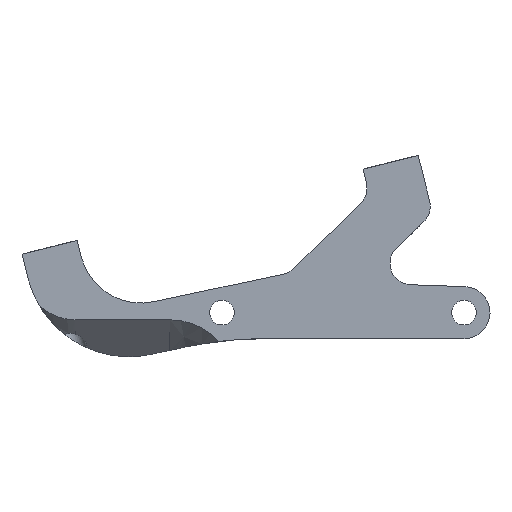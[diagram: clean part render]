
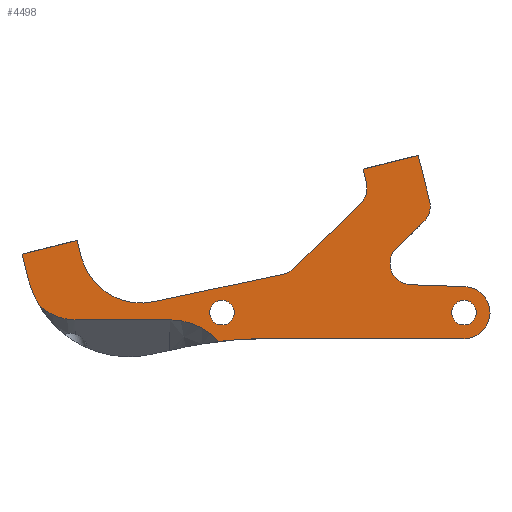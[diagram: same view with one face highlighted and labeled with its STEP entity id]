
A CAD part, left-side view. The second image highlights one B-rep face of the part: STEP entity #4498.
In plain terms, the highlighted planar face has unit normal (-1, 0, 0).
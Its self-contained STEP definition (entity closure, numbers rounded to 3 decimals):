
#1=CARTESIAN_POINT('',(-5.5,51.1,0.));
#2=DIRECTION('',(-1.,0.,0.));
#3=DIRECTION('',(0.,-1.,0.));
#4=AXIS2_PLACEMENT_3D('',#1,#2,#3);
#6=CARTESIAN_POINT('',(-5.5,51.1,0.));
#7=DIRECTION('',(-1.,0.,0.));
#8=DIRECTION('',(0.,1.,0.));
#9=AXIS2_PLACEMENT_3D('',#6,#7,#8);
#11=CARTESIAN_POINT('',(-5.5,0.,0.));
#12=DIRECTION('',(-1.,0.,0.));
#13=DIRECTION('',(0.,-1.,0.));
#14=AXIS2_PLACEMENT_3D('',#11,#12,#13);
#16=CARTESIAN_POINT('',(-5.5,0.,0.));
#17=DIRECTION('',(-1.,0.,0.));
#18=DIRECTION('',(0.,1.,0.));
#19=AXIS2_PLACEMENT_3D('',#16,#17,#18);
#21=CARTESIAN_POINT('',(-5.5,82.1,9.5));
#22=DIRECTION('',(-1.,0.,0.));
#23=DIRECTION('',(0.,0.684,-0.729));
#24=AXIS2_PLACEMENT_3D('',#21,#22,#23);
#26=CARTESIAN_POINT('',(-5.5,70.704,12.702));
#27=DIRECTION('',(1.,0.,0.));
#28=DIRECTION('',(0.,0.86,-0.51));
#29=AXIS2_PLACEMENT_3D('',#26,#27,#28);
#31=DIRECTION('',(0.,0.242,0.97));
#32=VECTOR('',#31,5.142);
#33=CARTESIAN_POINT('',(-5.5,92.051,7.379));
#34=LINE('',#33,#32);
#35=DIRECTION('',(0.,-0.97,0.242));
#36=VECTOR('',#35,12.);
#37=CARTESIAN_POINT('',(-5.5,93.295,12.369));
#38=LINE('',#37,#36);
#39=DIRECTION('',(0.,-0.242,-0.97));
#40=VECTOR('',#39,3.496);
#41=CARTESIAN_POINT('',(-5.5,81.651,15.272));
#42=LINE('',#41,#40);
#43=CARTESIAN_POINT('',(-5.5,68.192,15.025));
#44=DIRECTION('',(-1.,0.,0.));
#45=DIRECTION('',(0.,0.97,-0.242));
#46=AXIS2_PLACEMENT_3D('',#43,#44,#45);
#48=DIRECTION('',(0.,-0.978,0.208));
#49=VECTOR('',#48,27.737);
#50=CARTESIAN_POINT('',(-5.5,65.489,2.309));
#51=LINE('',#50,#49);
#52=CARTESIAN_POINT('',(-5.5,39.397,12.966));
#53=DIRECTION('',(-1.,0.,0.));
#54=DIRECTION('',(0.,-0.208,-0.978));
#55=AXIS2_PLACEMENT_3D('',#52,#53,#54);
#57=DIRECTION('',(0.,-0.719,0.695));
#58=VECTOR('',#57,19.351);
#59=CARTESIAN_POINT('',(-5.5,35.924,9.37));
#60=LINE('',#59,#58);
#61=CARTESIAN_POINT('',(-5.5,25.477,26.409));
#62=DIRECTION('',(-1.,0.,0.));
#63=DIRECTION('',(0.,-0.695,-0.719));
#64=AXIS2_PLACEMENT_3D('',#61,#62,#63);
#66=DIRECTION('',(0.,0.242,0.97));
#67=VECTOR('',#66,2.783);
#68=CARTESIAN_POINT('',(-5.5,20.626,27.619));
#69=LINE('',#68,#67);
#70=DIRECTION('',(0.,-0.97,0.242));
#71=VECTOR('',#70,12.);
#72=CARTESIAN_POINT('',(-5.5,21.299,30.319));
#73=LINE('',#72,#71);
#74=DIRECTION('',(0.,-0.242,-0.97));
#75=VECTOR('',#74,10.);
#76=CARTESIAN_POINT('',(-5.5,9.655,33.222));
#77=LINE('',#76,#75);
#78=CARTESIAN_POINT('',(-5.5,11.602,22.431));
#79=DIRECTION('',(1.,0.,0.));
#80=DIRECTION('',(0.,-0.97,0.242));
#81=AXIS2_PLACEMENT_3D('',#78,#79,#80);
#83=DIRECTION('',(0.,0.719,-0.695));
#84=VECTOR('',#83,8.008);
#85=CARTESIAN_POINT('',(-5.5,8.476,19.194));
#86=LINE('',#85,#84);
#87=CARTESIAN_POINT('',(-5.5,11.111,10.394));
#88=DIRECTION('',(-1.,0.,0.));
#89=DIRECTION('',(0.,0.695,0.719));
#90=AXIS2_PLACEMENT_3D('',#87,#88,#89);
#92=DIRECTION('',(0.,-0.999,-0.035));
#93=VECTOR('',#92,11.467);
#94=CARTESIAN_POINT('',(-5.5,11.268,5.897));
#95=LINE('',#94,#93);
#96=CARTESIAN_POINT('',(-5.5,0.,0.));
#97=DIRECTION('',(1.,0.,0.));
#98=DIRECTION('',(0.,-0.035,0.999));
#99=AXIS2_PLACEMENT_3D('',#96,#97,#98);
#101=DIRECTION('',(0.,1.,0.));
#102=VECTOR('',#101,42.114);
#103=CARTESIAN_POINT('',(-5.5,0.,-5.5));
#104=LINE('',#103,#102);
#105=CARTESIAN_POINT('',(-5.5,42.114,-85.5));
#106=DIRECTION('',(-1.,0.,0.));
#107=DIRECTION('',(0.,0.,1.));
#108=AXIS2_PLACEMENT_3D('',#105,#106,#107);
#110=CARTESIAN_POINT('',(-5.5,62.1,-15.5));
#111=DIRECTION('',(1.,0.,0.));
#112=DIRECTION('',(0.,0.,1.));
#113=AXIS2_PLACEMENT_3D('',#110,#111,#112);
#115=DIRECTION('',(0.,-1.,0.));
#116=VECTOR('',#115,20.);
#117=CARTESIAN_POINT('',(-5.5,82.1,-1.5));
#118=LINE('',#117,#116);
#3355=CARTESIAN_POINT('',(-5.5,93.295,12.369));
#3356=CARTESIAN_POINT('',(-5.5,81.651,15.272));
#3357=VERTEX_POINT('',#3355);
#3358=VERTEX_POINT('',#3356);
#3359=CARTESIAN_POINT('',(-5.5,21.299,30.319));
#3360=CARTESIAN_POINT('',(-5.5,9.655,33.222));
#3361=VERTEX_POINT('',#3359);
#3362=VERTEX_POINT('',#3360);
#3363=CARTESIAN_POINT('',(-5.5,48.5,0.));
#3364=CARTESIAN_POINT('',(-5.5,53.7,0.));
#3365=VERTEX_POINT('',#3363);
#3366=VERTEX_POINT('',#3364);
#3367=CARTESIAN_POINT('',(-5.5,-2.6,0.));
#3368=CARTESIAN_POINT('',(-5.5,2.6,0.));
#3369=VERTEX_POINT('',#3367);
#3370=VERTEX_POINT('',#3368);
#4357=CARTESIAN_POINT('',(-5.5,7.236,23.519));
#4358=VERTEX_POINT('',#4357);
#4359=CARTESIAN_POINT('',(-5.5,8.476,19.194));
#4360=VERTEX_POINT('',#4359);
#4361=CARTESIAN_POINT('',(-5.5,14.237,13.631));
#4362=VERTEX_POINT('',#4361);
#4363=CARTESIAN_POINT('',(-5.5,11.268,5.897));
#4364=VERTEX_POINT('',#4363);
#4365=CARTESIAN_POINT('',(-5.5,-0.192,5.497));
#4366=VERTEX_POINT('',#4365);
#4367=CARTESIAN_POINT('',(-5.5,0.,-5.5));
#4368=CARTESIAN_POINT('',(-5.5,42.114,-5.5));
#4369=VERTEX_POINT('',#4367);
#4370=VERTEX_POINT('',#4368);
#4371=CARTESIAN_POINT('',(-5.5,92.051,7.379));
#4372=VERTEX_POINT('',#4371);
#4373=CARTESIAN_POINT('',(-5.5,80.806,11.88));
#4374=VERTEX_POINT('',#4373);
#4375=CARTESIAN_POINT('',(-5.5,65.489,2.309));
#4376=VERTEX_POINT('',#4375);
#4377=CARTESIAN_POINT('',(-5.5,38.358,8.076));
#4378=VERTEX_POINT('',#4377);
#4379=CARTESIAN_POINT('',(-5.5,20.626,27.619));
#4380=VERTEX_POINT('',#4379);
#4409=CARTESIAN_POINT('',(-5.5,35.924,9.37));
#4410=VERTEX_POINT('',#4409);
#4411=CARTESIAN_POINT('',(-5.5,22.004,22.812));
#4412=VERTEX_POINT('',#4411);
#4417=CARTESIAN_POINT('',(-5.5,89.625,1.477));
#4418=CARTESIAN_POINT('',(-5.5,82.1,-1.5));
#4419=VERTEX_POINT('',#4417);
#4420=VERTEX_POINT('',#4418);
#4421=CARTESIAN_POINT('',(-5.5,62.1,-1.5));
#4422=VERTEX_POINT('',#4421);
#4423=CARTESIAN_POINT('',(-5.5,51.742,-6.082));
#4424=VERTEX_POINT('',#4423);
#4435=CARTESIAN_POINT('',(-5.5,0.,0.));
#4436=DIRECTION('',(1.,0.,0.));
#4437=DIRECTION('',(0.,1.,0.));
#4438=AXIS2_PLACEMENT_3D('',#4435,#4436,#4437);
#4439=PLANE('',#4438);
#4441=ORIENTED_EDGE('',*,*,#4440,.F.);
#4443=ORIENTED_EDGE('',*,*,#4442,.T.);
#4445=ORIENTED_EDGE('',*,*,#4444,.T.);
#4447=ORIENTED_EDGE('',*,*,#4446,.T.);
#4449=ORIENTED_EDGE('',*,*,#4448,.T.);
#4451=ORIENTED_EDGE('',*,*,#4450,.T.);
#4453=ORIENTED_EDGE('',*,*,#4452,.T.);
#4455=ORIENTED_EDGE('',*,*,#4454,.T.);
#4457=ORIENTED_EDGE('',*,*,#4456,.T.);
#4459=ORIENTED_EDGE('',*,*,#4458,.T.);
#4461=ORIENTED_EDGE('',*,*,#4460,.T.);
#4463=ORIENTED_EDGE('',*,*,#4462,.T.);
#4465=ORIENTED_EDGE('',*,*,#4464,.T.);
#4467=ORIENTED_EDGE('',*,*,#4466,.T.);
#4469=ORIENTED_EDGE('',*,*,#4468,.T.);
#4471=ORIENTED_EDGE('',*,*,#4470,.T.);
#4473=ORIENTED_EDGE('',*,*,#4472,.T.);
#4475=ORIENTED_EDGE('',*,*,#4474,.T.);
#4477=ORIENTED_EDGE('',*,*,#4476,.T.);
#4479=ORIENTED_EDGE('',*,*,#4478,.T.);
#4481=ORIENTED_EDGE('',*,*,#4480,.F.);
#4483=ORIENTED_EDGE('',*,*,#4482,.F.);
#4484=EDGE_LOOP('',(#4441,#4443,#4445,#4447,#4449,#4451,#4453,#4455,#4457,#4459,
#4461,#4463,#4465,#4467,#4469,#4471,#4473,#4475,#4477,#4479,#4481,#4483));
#4485=FACE_OUTER_BOUND('',#4484,.F.);
#4487=ORIENTED_EDGE('',*,*,#4486,.T.);
#4489=ORIENTED_EDGE('',*,*,#4488,.T.);
#4490=EDGE_LOOP('',(#4487,#4489));
#4491=FACE_BOUND('',#4490,.F.);
#4493=ORIENTED_EDGE('',*,*,#4492,.T.);
#4495=ORIENTED_EDGE('',*,*,#4494,.T.);
#4496=EDGE_LOOP('',(#4493,#4495));
#4497=FACE_BOUND('',#4496,.F.);
#4498=ADVANCED_FACE('',(#4485,#4491,#4497),#4439,.F.);
#5=CIRCLE('',#4,2.6);
#10=CIRCLE('',#9,2.6);
#15=CIRCLE('',#14,2.6);
#20=CIRCLE('',#19,2.6);
#25=CIRCLE('',#24,11.);
#30=CIRCLE('',#29,22.);
#47=CIRCLE('',#46,13.);
#56=CIRCLE('',#55,5.);
#65=CIRCLE('',#64,5.);
#82=CIRCLE('',#81,4.5);
#91=CIRCLE('',#90,4.5);
#100=CIRCLE('',#99,5.5);
#109=CIRCLE('',#108,80.);
#114=CIRCLE('',#113,14.);
#4440=EDGE_CURVE('',#4419,#4420,#25,.T.);
#4442=EDGE_CURVE('',#4419,#4372,#30,.T.);
#4444=EDGE_CURVE('',#4372,#3357,#34,.T.);
#4446=EDGE_CURVE('',#3357,#3358,#38,.T.);
#4448=EDGE_CURVE('',#3358,#4374,#42,.T.);
#4450=EDGE_CURVE('',#4374,#4376,#47,.T.);
#4452=EDGE_CURVE('',#4376,#4378,#51,.T.);
#4454=EDGE_CURVE('',#4378,#4410,#56,.T.);
#4456=EDGE_CURVE('',#4410,#4412,#60,.T.);
#4458=EDGE_CURVE('',#4412,#4380,#65,.T.);
#4460=EDGE_CURVE('',#4380,#3361,#69,.T.);
#4462=EDGE_CURVE('',#3361,#3362,#73,.T.);
#4464=EDGE_CURVE('',#3362,#4358,#77,.T.);
#4466=EDGE_CURVE('',#4358,#4360,#82,.T.);
#4468=EDGE_CURVE('',#4360,#4362,#86,.T.);
#4470=EDGE_CURVE('',#4362,#4364,#91,.T.);
#4472=EDGE_CURVE('',#4364,#4366,#95,.T.);
#4474=EDGE_CURVE('',#4366,#4369,#100,.T.);
#4476=EDGE_CURVE('',#4369,#4370,#104,.T.);
#4478=EDGE_CURVE('',#4370,#4424,#109,.T.);
#4480=EDGE_CURVE('',#4422,#4424,#114,.T.);
#4482=EDGE_CURVE('',#4420,#4422,#118,.T.);
#4486=EDGE_CURVE('',#3369,#3370,#15,.T.);
#4488=EDGE_CURVE('',#3370,#3369,#20,.T.);
#4492=EDGE_CURVE('',#3365,#3366,#5,.T.);
#4494=EDGE_CURVE('',#3366,#3365,#10,.T.);
